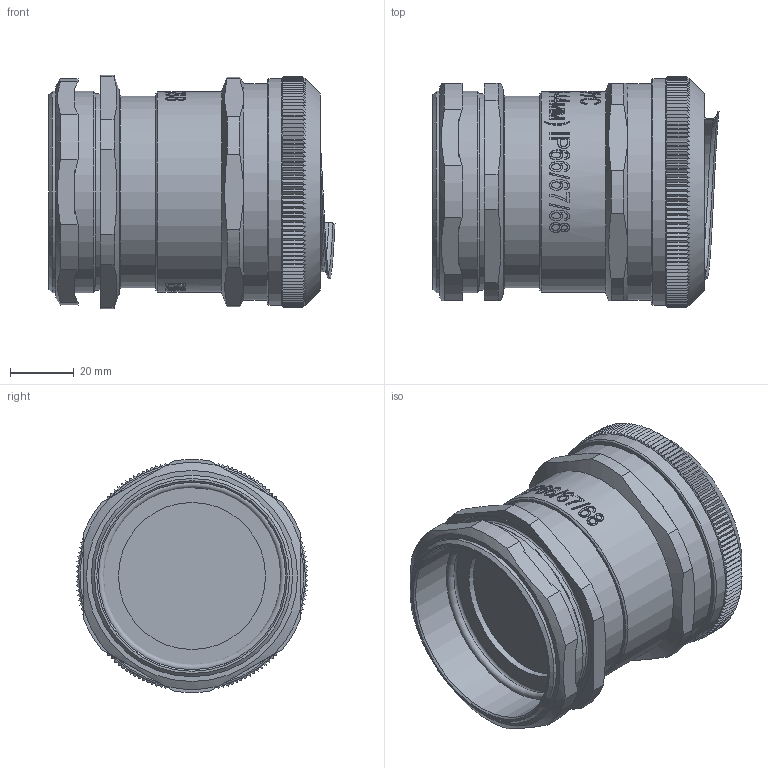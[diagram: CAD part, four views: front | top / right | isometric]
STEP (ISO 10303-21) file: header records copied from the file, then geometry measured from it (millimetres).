
FILE_DESCRIPTION(/* description */ (''),/* implementation_level */ '2;1');
FILE_NAME(/* name */ 'Модель ВК-М63-44-МР50.stp',/* time_stamp */ '2020-07-17T13:13:23+07:00',/* author */ ('Борисов Е'),/* organization */ (''),/* preprocessor_version */ 'ST-DEVELOPER v17',/* originating_system */ 'Autodesk Inventor 2019',/* authorisation */ '');
FILE_SCHEMA (('AUTOMOTIVE_DESIGN { 1 0 10303 214 3 1 1 }'));
Length unit declared in the file: millimetre
Products named in the file (1): Модель ВК-М6
3-44-МР50
Bounding box: 89.48 x 72.55 x 72.91 mm (x, y, z)
Volume: 192230.3 mm3; surface area: 49373.3 mm2
Topology: 1 solids, 1 shells, 939 faces, 2614 edges, 1751 vertices
Faces by surface type: plane 516, bspline 296, cylinder 96, cone 24, torus 7
Full cylindrical faces by diameter (mm): 46 x1, 49.2 x1, 50 x1, 58.6 x2, 59 x2, 60 x1, 61.2 x1, 61.6 x1, 62 x1, 62.6 x1, 63 x2, 63.4 x1, 66 x1, 66.4 x1, 67.8 x1, 71 x1
Entity records: 37144 total; most frequent: CARTESIAN_POINT 15611, ORIENTED_EDGE 5228, DIRECTION 3030, EDGE_CURVE 2614, VERTEX_POINT 1751, EDGE_LOOP 1013, AXIS2_PLACEMENT_3D 1011, LINE 1008
